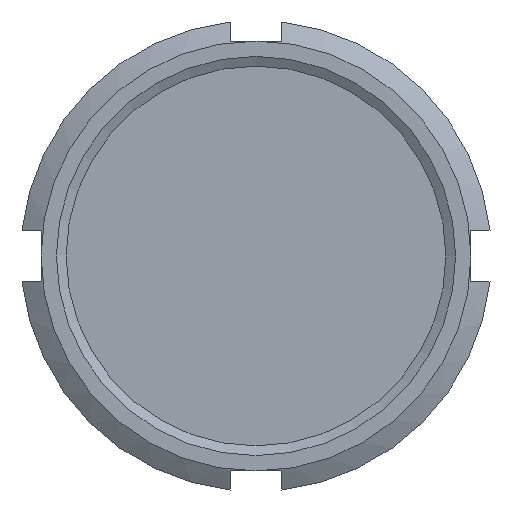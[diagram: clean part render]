
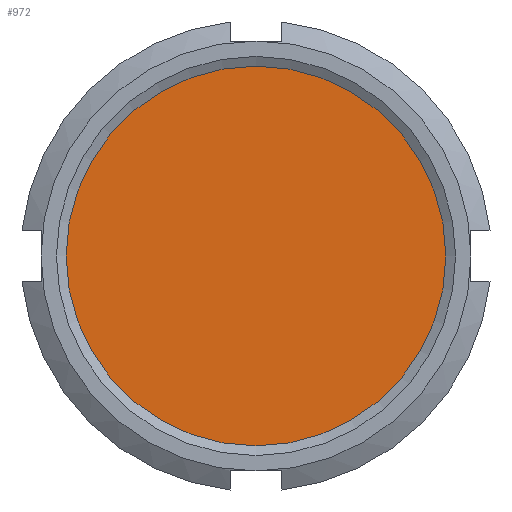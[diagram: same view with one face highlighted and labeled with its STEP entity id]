
A CAD part, left-side view. The second image highlights one B-rep face of the part: STEP entity #972.
In plain terms, the highlighted planar face has unit normal (-1, 0, 0).
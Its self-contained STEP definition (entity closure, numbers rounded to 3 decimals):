
#956=CARTESIAN_POINT('',(-3.5,19.7,0.0));
#957=DIRECTION('',(-1.0,0.0,0.0));
#958=DIRECTION('',(0.0,0.0,1.0));
#959=AXIS2_PLACEMENT_3D('',#956,#957,#958);
#960=PLANE('',#959);
#961=CARTESIAN_POINT('',(-3.5,39.4,0.0));
#962=VERTEX_POINT('',#961);
#963=CARTESIAN_POINT('',(-3.5,0.0,0.0));
#964=DIRECTION('',(1.0,0.0,0.0));
#965=DIRECTION('',(0.0,1.0,0.0));
#966=AXIS2_PLACEMENT_3D('',#963,#964,#965);
#967=CIRCLE('',#966,39.4);
#968=EDGE_CURVE('',#962,#962,#967,.T.);
#969=ORIENTED_EDGE('',*,*,#968,.F.);
#970=EDGE_LOOP('',(#969));
#971=FACE_OUTER_BOUND('',#970,.T.);
#972=ADVANCED_FACE('',(#971),#960,.T.);
